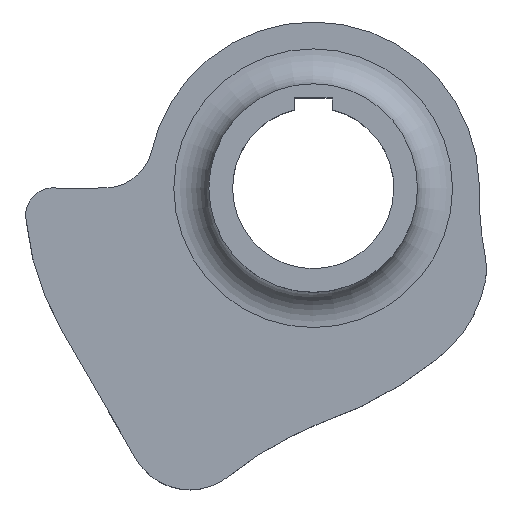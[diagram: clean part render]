
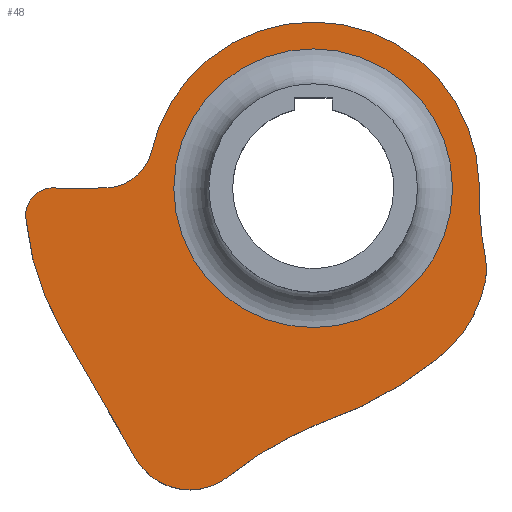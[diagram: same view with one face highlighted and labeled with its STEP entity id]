
A CAD part, top view. The second image highlights one B-rep face of the part: STEP entity #48.
In plain terms, the highlighted planar face has unit normal (0, 0, 1).
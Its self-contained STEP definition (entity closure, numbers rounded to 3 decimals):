
#48=ADVANCED_FACE('',(#77,#78),#79,.F.);
#77=FACE_BOUND('',#133,.T.);
#78=FACE_OUTER_BOUND('',#134,.T.);
#79=PLANE('',#135);
#133=EDGE_LOOP('',(#193));
#134=EDGE_LOOP('',(#194,#195,#196,#197,#198,#199,#200,#201,#202,#203,#204,#205));
#135=AXIS2_PLACEMENT_3D('',#206,#207,#208);
#193=ORIENTED_EDGE('',*,*,#366,.T.);
#194=ORIENTED_EDGE('',*,*,#367,.F.);
#195=ORIENTED_EDGE('',*,*,#368,.T.);
#196=ORIENTED_EDGE('',*,*,#369,.T.);
#197=ORIENTED_EDGE('',*,*,#370,.T.);
#198=ORIENTED_EDGE('',*,*,#371,.T.);
#199=ORIENTED_EDGE('',*,*,#372,.T.);
#200=ORIENTED_EDGE('',*,*,#373,.T.);
#201=ORIENTED_EDGE('',*,*,#374,.T.);
#202=ORIENTED_EDGE('',*,*,#375,.T.);
#203=ORIENTED_EDGE('',*,*,#376,.F.);
#204=ORIENTED_EDGE('',*,*,#377,.T.);
#205=ORIENTED_EDGE('',*,*,#378,.F.);
#206=CARTESIAN_POINT('',(-0.023,-0.015,487.522));
#207=DIRECTION('',(0.,0.,-1.));
#208=DIRECTION('',(1.,0.,0.));
#366=EDGE_CURVE('',#423,#423,#424,.T.);
#367=EDGE_CURVE('',#425,#426,#427,.T.);
#368=EDGE_CURVE('',#425,#428,#429,.T.);
#369=EDGE_CURVE('',#428,#430,#431,.T.);
#370=EDGE_CURVE('',#430,#432,#433,.T.);
#371=EDGE_CURVE('',#432,#434,#435,.T.);
#372=EDGE_CURVE('',#434,#436,#437,.T.);
#373=EDGE_CURVE('',#436,#438,#439,.T.);
#374=EDGE_CURVE('',#438,#440,#441,.T.);
#375=EDGE_CURVE('',#440,#442,#443,.T.);
#376=EDGE_CURVE('',#444,#442,#445,.T.);
#377=EDGE_CURVE('',#444,#446,#447,.T.);
#378=EDGE_CURVE('',#426,#446,#448,.T.);
#423=VERTEX_POINT('',#515);
#424=CIRCLE('',#516,73.5);
#425=VERTEX_POINT('',#517);
#426=VERTEX_POINT('',#518);
#427=CIRCLE('',#519,87.5);
#428=VERTEX_POINT('',#520);
#429=CIRCLE('',#521,26.0);
#430=VERTEX_POINT('',#522);
#431=LINE('',#523,#524);
#432=VERTEX_POINT('',#525);
#433=CIRCLE('',#526,14.5);
#434=VERTEX_POINT('',#527);
#435=CIRCLE('',#528,145.5);
#436=VERTEX_POINT('',#529);
#437=LINE('',#530,#531);
#438=VERTEX_POINT('',#532);
#439=CIRCLE('',#533,33.0);
#440=VERTEX_POINT('',#534);
#441=CIRCLE('',#535,193.25);
#442=VERTEX_POINT('',#536);
#443=CIRCLE('',#537,202.0);
#444=VERTEX_POINT('',#538);
#445=CIRCLE('',#539,68.0);
#446=VERTEX_POINT('',#540);
#447=CIRCLE('',#541,35.935);
#448=CIRCLE('',#542,180.0);
#515=CARTESIAN_POINT('',(-220.851,-59.593,487.51));
#516=AXIS2_PLACEMENT_3D('',#636,#637,#638);
#517=CARTESIAN_POINT('',(-232.917,-41.497,487.51));
#518=CARTESIAN_POINT('',(-59.805,-57.268,487.518));
#519=AXIS2_PLACEMENT_3D('',#639,#640,#641);
#520=CARTESIAN_POINT('',(-256.092,-59.475,487.509));
#521=AXIS2_PLACEMENT_3D('',#642,#643,#644);
#522=CARTESIAN_POINT('',(-282.478,-59.496,487.507));
#523=CARTESIAN_POINT('',(-255.494,-59.475,487.509));
#524=VECTOR('',#645,1.0);
#525=CARTESIAN_POINT('',(-298.835,-75.742,487.506));
#526=AXIS2_PLACEMENT_3D('',#646,#647,#648);
#527=CARTESIAN_POINT('',(-279.644,-135.037,487.505));
#528=AXIS2_PLACEMENT_3D('',#649,#650,#651);
#529=CARTESIAN_POINT('',(-240.454,-203.008,487.505));
#530=CARTESIAN_POINT('',(-279.644,-135.037,487.505));
#531=VECTOR('',#652,1.0);
#532=CARTESIAN_POINT('',(-191.58,-211.254,487.507));
#533=AXIS2_PLACEMENT_3D('',#653,#654,#655);
#534=CARTESIAN_POINT('',(-143.685,-183.433,487.51));
#535=AXIS2_PLACEMENT_3D('',#656,#657,#658);
#536=CARTESIAN_POINT('',(-82.319,-149.868,487.514));
#537=AXIS2_PLACEMENT_3D('',#659,#660,#661);
#538=CARTESIAN_POINT('',(-56.467,-107.991,487.516));
#539=AXIS2_PLACEMENT_3D('',#662,#663,#664);
#540=CARTESIAN_POINT('',(-56.453,-96.758,487.517));
#541=AXIS2_PLACEMENT_3D('',#665,#666,#667);
#542=AXIS2_PLACEMENT_3D('',#668,#669,#670);
#636=CARTESIAN_POINT('',(-147.351,-59.593,487.514));
#637=DIRECTION('',(0.,0.,-1.));
#638=DIRECTION('',(-1.,0.0,0.));
#639=CARTESIAN_POINT('',(-147.278,-59.445,487.514));
#640=DIRECTION('',(0.,0.,-1.));
#641=DIRECTION('',(-0.979,0.205,0.));
#642=CARTESIAN_POINT('',(-257.665,-33.523,487.509));
#643=DIRECTION('',(0.,0.,-1.));
#644=DIRECTION('',(0.989,-0.149,0.));
#645=DIRECTION('',(-1.,-0.001,0.));
#646=CARTESIAN_POINT('',(-284.458,-73.86,487.507));
#647=DIRECTION('',(0.,0.,1.));
#648=DIRECTION('',(0.137,0.991,0.));
#649=CARTESIAN_POINT('',(-154.021,-61.627,487.513));
#650=DIRECTION('',(0.,0.,1.));
#651=DIRECTION('',(-0.995,-0.097,0.));
#652=DIRECTION('',(0.499,-0.866,0.));
#653=CARTESIAN_POINT('',(-212.392,-185.644,487.507));
#654=DIRECTION('',(0.,0.,1.));
#655=DIRECTION('',(-0.85,-0.526,0.));
#656=CARTESIAN_POINT('',(-71.569,-362.723,487.508));
#657=DIRECTION('',(0.,0.,-1.));
#658=DIRECTION('',(-0.621,0.784,0.));
#659=CARTESIAN_POINT('',(-208.475,7.894,487.513));
#660=DIRECTION('',(0.,0.,1.));
#661=DIRECTION('',(0.321,-0.947,0.));
#662=CARTESIAN_POINT('',(-123.334,-95.629,487.514));
#663=DIRECTION('',(0.,0.,-1.));
#664=DIRECTION('',(0.983,-0.182,0.));
#665=CARTESIAN_POINT('',(-91.954,-102.331,487.515));
#666=DIRECTION('',(0.,0.,1.));
#667=DIRECTION('',(0.988,-0.158,0.));
#668=CARTESIAN_POINT('',(120.136,-61.883,487.526));
#669=DIRECTION('',(0.,0.,1.));
#670=DIRECTION('',(-1.,0.026,0.));
